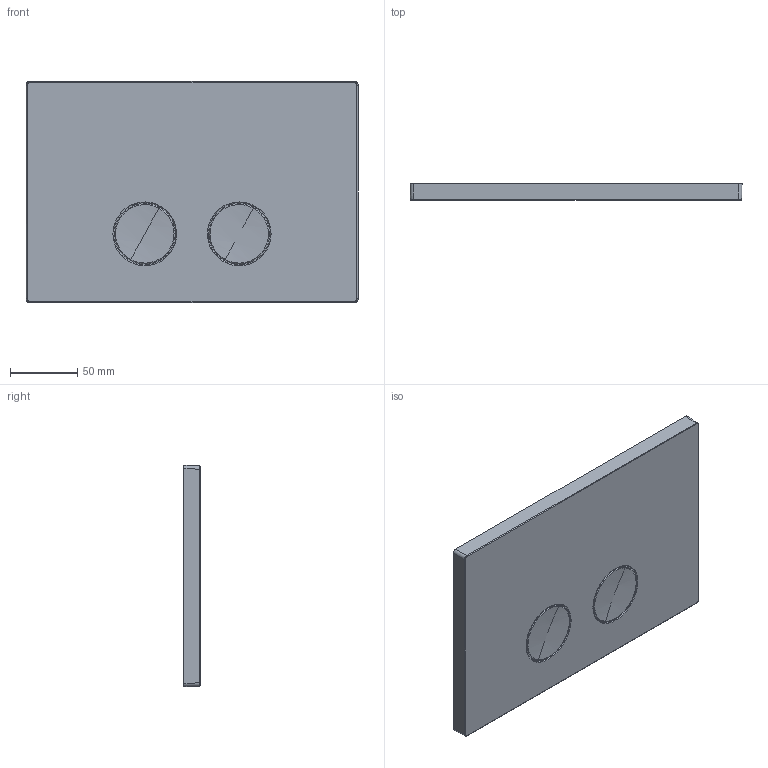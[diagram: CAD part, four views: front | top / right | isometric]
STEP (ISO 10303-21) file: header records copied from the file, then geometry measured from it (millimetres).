
FILE_DESCRIPTION(('3DEXPERIENCE STEP','CAx-IF Rec.Pracs.--- Model Styling and Organization---1.5--- 2016-08-15','CAx-IF Rec.Pracs.---Supplemental Geometry---1.0---2011-11-01','CAx-IF Rec.Pracs.--- Composite Materials ---3.4---2017-06-13','CAx-IF Rec.Pracs.---Tessellated 3D Geometry---1.0---2015-12-17'),'2;1');
FILE_NAME('prd-HG-00614422.stp','2024-01-19T08:50:16+00:00',('none'),('none'),'3DEXPERIENCE Platform3DEXPERIENCE R2023x HotFix 5','3DEXPERIENCE Platform STEP AP242 v2','none');
FILE_SCHEMA(('AP242_MANAGED_MODEL_BASED_3D_ENGINEERING_MIM_LF {1 0 10303 442 1 1 4}'));
Length unit declared in the file: millimetre
Products named in the file (3): P-2_AX_Flush_Plate_Drueckerplatte; P-2_AX_Flush_plates_Taste; P-2_AX_Flush_plates_Rosette_Geberit
Assembly tree (3 placements, depth 2):
  P-2_AX_Flush_Plate_Drueckerplatte
    P-2_AX_Flush_plates_Taste  x2
    P-2_AX_Flush_plates_Rosette_Geberit
Bounding box: 246 x 12 x 164 mm (x, y, z)
Surface area: 100759.8 mm2
Topology: 3 solids, 3 shells, 60 faces, 164 edges, 110 vertices
Faces by surface type: torus 16, cylinder 16, plane 12, cone 8, sphere 4, bspline 4
Entity records: 1537 total; most frequent: CARTESIAN_POINT 452, ORIENTED_EDGE 228, DIRECTION 172, EDGE_CURVE 114, AXIS2_PLACEMENT_3D 109, VERTEX_POINT 75, CIRCLE 67, EDGE_LOOP 49
